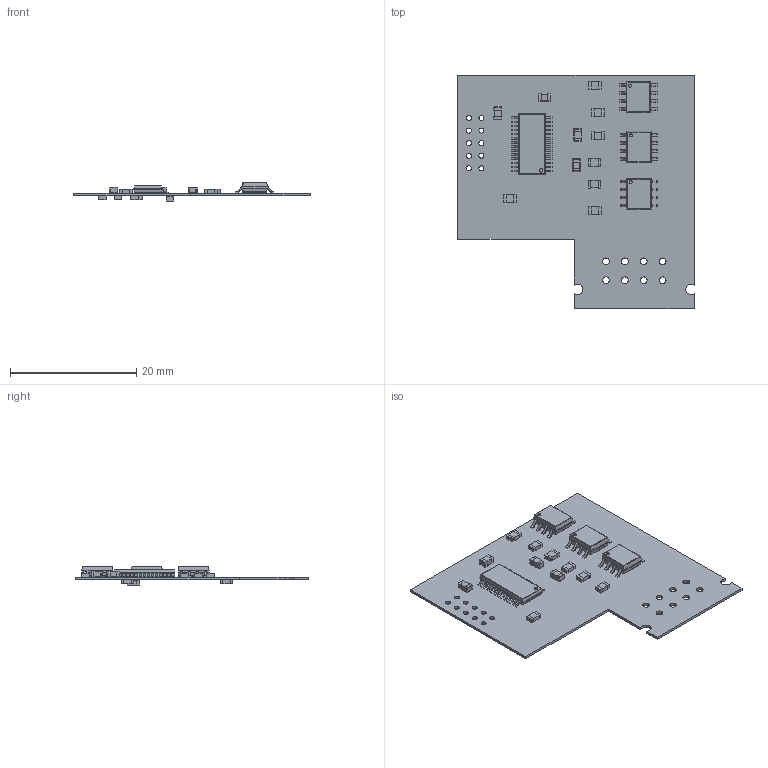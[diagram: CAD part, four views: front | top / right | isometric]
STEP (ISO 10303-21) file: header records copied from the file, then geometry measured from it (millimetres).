
FILE_DESCRIPTION(('Open CASCADE Model'),'2;1');
FILE_NAME('Open CASCADE Shape Model','2019-11-16T13:48:52',('Author'),( 'Open CASCADE'),'Open CASCADE STEP processor 6.8','Open CASCADE 6.8' ,'Unknown');
FILE_SCHEMA(('AUTOMOTIVE_DESIGN { 1 0 10303 214 1 1 1 1 }'));
Length unit declared in the file: millimetre
Products named in the file (55): PCB; Board; Open CASCADE STEP translator 6.8 1.1.1; Open CASCADE STEP translator 6.8 1.1.1.1; R11; 5846598016; term1; term2; body; R10; R9; C3; 5846610656; Fillet1; Fillet2; body2; R3; C2; 5846599056; R8; 5846609216; R7; 5846611536; R6; R5; R4; R2; R1; Q3; 5846609696; Body; PinsArrayLR; Q2; Q1; IC1; 5846611296; ThermalPad; C5; 5846598336; C4 ...
Assembly tree (66 placements, depth 4):
  PCB
    Board
      Open CASCADE STEP translator 6.8 1.1.1
        Open CASCADE STEP translator 6.8 1.1.1.1
    R11
      5846598016
        term1
        term2
        body
    R10
      5846598016
        term1
        term2
        body
    R9
      5846598016
        term1
        term2
        body
    C3
      5846610656
        Fillet1
        Fillet2
        body2
    R3
      5846598016
        term1
        term2
        body
    C2
      5846599056
        Fillet1
        Fillet2
        body2
    R8
      5846609216
        term1
        term2
        body
    R7
      5846611536
        term1
        term2
        body
    R6
      5846611536
        term1
        term2
        body
    R5
      5846611536
        term1
        term2
        body
    R4
      5846611536
        term1
        term2
        body
    R2
Bounding box: 37.5 x 37 x 3.1 mm (x, y, z)
Volume: 647 mm3; surface area: 3032.4 mm2
Topology: 106 solids, 106 shells, 1237 faces, 2919 edges, 1858 vertices
Faces by surface type: plane 884, cylinder 313, sphere 40
Full cylindrical faces by diameter (mm): 0.487 x3, 0.55 x1, 0.8 x10, 1.07 x8
Entity records: 22924 total; most frequent: DIRECTION 3799, CARTESIAN_POINT 3739, ORIENTED_EDGE 3554, EDGE_CURVE 1777, LINE 1379, VECTOR 1379, AXIS2_PLACEMENT_3D 1210, VERTEX_POINT 1150
